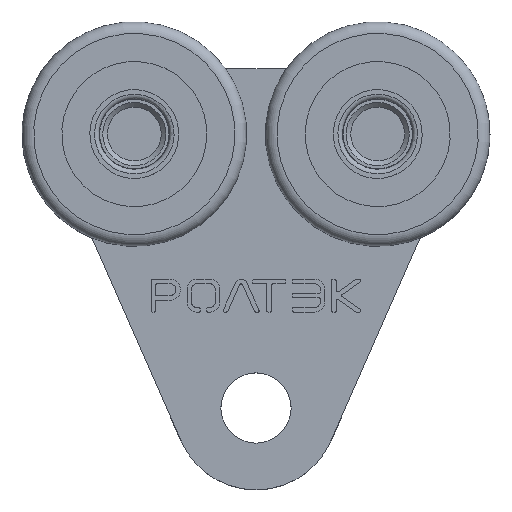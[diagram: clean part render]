
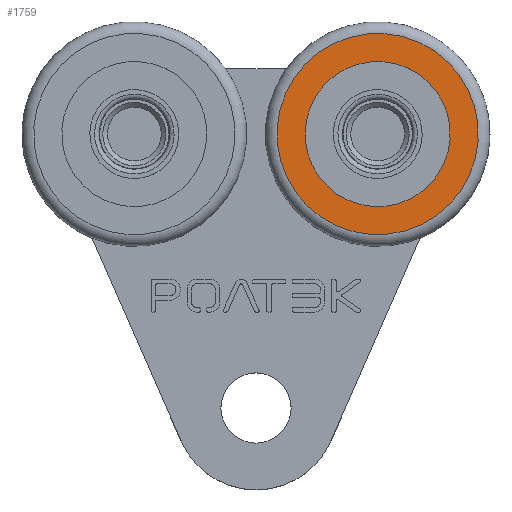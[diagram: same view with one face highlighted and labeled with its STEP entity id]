
A CAD part, top view. The second image highlights one B-rep face of the part: STEP entity #1759.
In plain terms, the highlighted planar face has unit normal (0, 0, 1).
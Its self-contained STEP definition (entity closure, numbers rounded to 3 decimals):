
#1759=ADVANCED_FACE('',(#3465,#3467),#3469,.F.);
#3465=FACE_BOUND('',#3466,.T.);
#3466=EDGE_LOOP('',(#4563));
#3467=FACE_BOUND('',#3468,.T.);
#3468=EDGE_LOOP('',(#4564));
#3469=PLANE('',#3470);
#3470=AXIS2_PLACEMENT_3D('',#3471,#3472,#3473);
#3471=CARTESIAN_POINT('',(66.,76.,30.75));
#3472=DIRECTION('',(0.,0.,-1.));
#3473=DIRECTION('',(-0.962,-0.273,0.));
#4563=ORIENTED_EDGE('',*,*,#5047,.F.);
#4564=ORIENTED_EDGE('',*,*,#5050,.T.);
#5047=EDGE_CURVE('',#5812,#5812,#5813,.T.);
#5050=EDGE_CURVE('',#5818,#5818,#5819,.T.);
#5812=VERTEX_POINT('',#7647);
#5813=CIRCLE('',#7648,21.5);
#5818=VERTEX_POINT('',#7662);
#5819=CIRCLE('',#7663,15.5);
#7647=CARTESIAN_POINT('',(45.314,70.14,30.75));
#7648=AXIS2_PLACEMENT_3D('',#7649,#7650,#7651);
#7649=CARTESIAN_POINT('',(66.,76.,30.75));
#7650=DIRECTION('',(0.,0.,-1.));
#7651=DIRECTION('',(-0.962,-0.273,0.));
#7662=CARTESIAN_POINT('',(51.087,71.776,30.75));
#7663=AXIS2_PLACEMENT_3D('',#7664,#7665,#7666);
#7664=CARTESIAN_POINT('',(66.,76.,30.75));
#7665=DIRECTION('',(0.,0.,-1.));
#7666=DIRECTION('',(-0.962,-0.273,0.));
